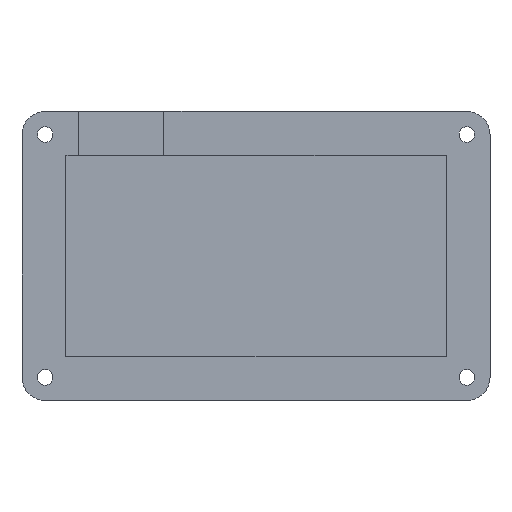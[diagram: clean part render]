
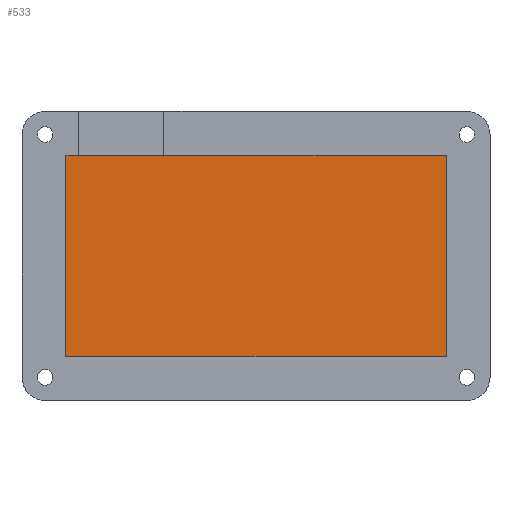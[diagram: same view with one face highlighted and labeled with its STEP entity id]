
A CAD part, top view. The second image highlights one B-rep face of the part: STEP entity #533.
In plain terms, the highlighted planar face has unit normal (0, 0, 1).
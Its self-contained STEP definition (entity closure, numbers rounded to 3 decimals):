
#43=PLANE('',#602);
#65=FACE_OUTER_BOUND('',#99,.T.);
#99=EDGE_LOOP('',(#433,#434,#435,#436));
#157=LINE('',#893,#205);
#159=LINE('',#897,#207);
#160=LINE('',#899,#208);
#161=LINE('',#900,#209);
#205=VECTOR('',#720,10.);
#207=VECTOR('',#724,10.);
#208=VECTOR('',#725,10.);
#209=VECTOR('',#726,10.);
#277=VERTEX_POINT('',#890);
#278=VERTEX_POINT('',#892);
#279=VERTEX_POINT('',#896);
#280=VERTEX_POINT('',#898);
#337=EDGE_CURVE('',#277,#278,#157,.T.);
#339=EDGE_CURVE('',#279,#277,#159,.T.);
#340=EDGE_CURVE('',#280,#279,#160,.T.);
#341=EDGE_CURVE('',#278,#280,#161,.T.);
#433=ORIENTED_EDGE('',*,*,#339,.F.);
#434=ORIENTED_EDGE('',*,*,#340,.F.);
#435=ORIENTED_EDGE('',*,*,#341,.F.);
#436=ORIENTED_EDGE('',*,*,#337,.F.);
#533=ADVANCED_FACE('',(#65),#43,.T.);
#602=AXIS2_PLACEMENT_3D('',#895,#722,#723);
#720=DIRECTION('',(1.,0.,0.));
#722=DIRECTION('center_axis',(0.,0.,1.));
#723=DIRECTION('ref_axis',(1.,0.,0.));
#724=DIRECTION('',(0.,1.,0.));
#725=DIRECTION('',(-1.,0.,0.));
#726=DIRECTION('',(0.,-1.,0.));
#890=CARTESIAN_POINT('',(0.,43.454,3.));
#892=CARTESIAN_POINT('',(82.152,43.454,3.));
#893=CARTESIAN_POINT('',(20.538,43.454,3.));
#895=CARTESIAN_POINT('Origin',(41.076,21.727,3.));
#896=CARTESIAN_POINT('',(0.,0.,3.));
#897=CARTESIAN_POINT('',(0.,10.864,3.));
#898=CARTESIAN_POINT('',(82.152,0.,3.));
#899=CARTESIAN_POINT('',(61.614,0.,3.));
#900=CARTESIAN_POINT('',(82.152,32.591,3.));
